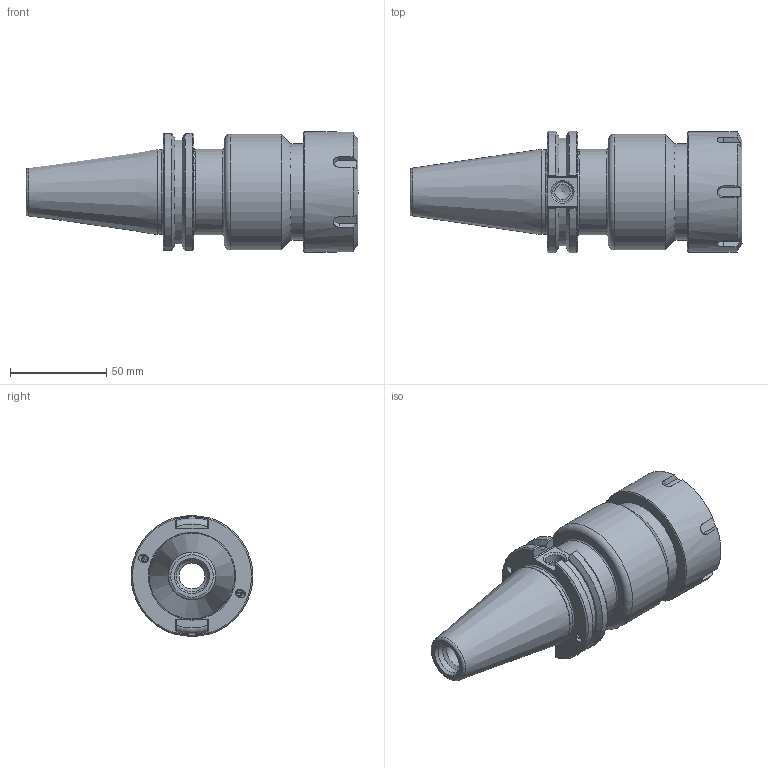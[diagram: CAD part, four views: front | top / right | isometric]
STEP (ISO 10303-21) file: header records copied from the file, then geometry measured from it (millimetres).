
FILE_DESCRIPTION((''),'2;1');
FILE_NAME('C40BC-40ERP412.iam.stp','2014-06-23T10:32:20',(''),(''),'Autodesk Inventor 2012','Autodesk Inventor 2012','');
FILE_SCHEMA(('AUTOMOTIVE_DESIGN { 1 0 10303 214 1 1 1 1 }'));
Length unit declared in the file: inch
Products named in the file (5): C40BC-40ERP412; C40BCB-40ER4-1; 029-965; 40ERPN
Assembly tree (7 placements, depth 3):
  C40BC-40ERP412
    C40BCB-40ER4-1
      C40BCB-40ER4-1
      029-965  x4
    40ERPN
Bounding box: 172.91 x 63.26 x 62.74 mm (x, y, z)
Volume: 220695.7 mm3; surface area: 56167.6 mm2
Topology: 6 solids, 6 shells, 213 faces, 501 edges, 320 vertices
Faces by surface type: plane 100, cylinder 54, cone 45, torus 10, sphere 4
Full cylindrical faces by diameter (mm): 3.3 x4, 4 x8, 4.1 x4, 4.2 x4, 8.001 x1, 10.135 x1, 13.386 x1, 16.459 x1, 26.848 x1, 30.988 x1, 33.477 x1, 38.1 x1, 41.148 x1, 43.942 x1, 44.45 x1, 48.666 x1, 50 x1, 50.292 x1, 60.325 x1, 62.738 x1
Entity records: 4888 total; most frequent: CARTESIAN_POINT 1083, DIRECTION 752, ORIENTED_EDGE 662, EDGE_CURVE 331, AXIS2_PLACEMENT_3D 308, EDGE_LOOP 248, VERTEX_POINT 243, FACE_OUTER_BOUND 165
